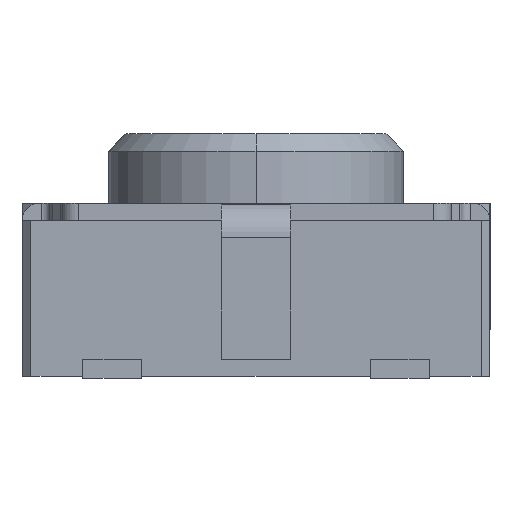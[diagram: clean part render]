
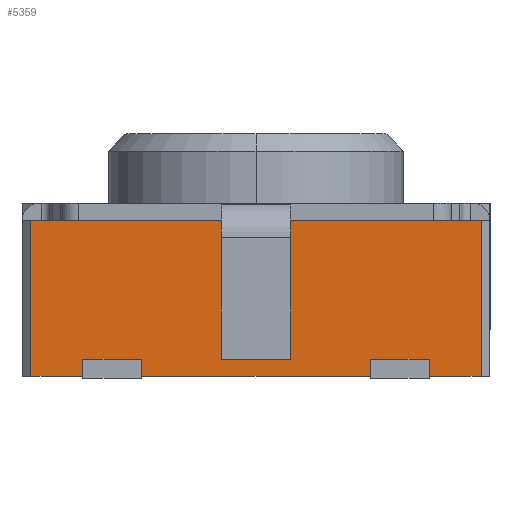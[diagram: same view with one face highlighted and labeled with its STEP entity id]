
A CAD part, left-side view. The second image highlights one B-rep face of the part: STEP entity #5359.
In plain terms, the highlighted planar face has unit normal (-1, 0, 0).
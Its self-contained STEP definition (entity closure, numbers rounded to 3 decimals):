
#15 = LINE ( 'NONE', #1393, #3158 ) ;
#51 = VERTEX_POINT ( 'NONE', #4434 ) ;
#135 = VECTOR ( 'NONE', #5504, 1000. ) ;
#156 = VECTOR ( 'NONE', #5824, 1000. ) ;
#162 = CARTESIAN_POINT ( 'NONE',  ( -1.5, 1.126, 0.9 ) ) ;
#163 = FACE_OUTER_BOUND ( 'NONE', #434, .T. ) ;
#165 = VERTEX_POINT ( 'NONE', #5902 ) ;
#266 = LINE ( 'NONE', #3442, #2383 ) ;
#315 = LINE ( 'NONE', #2134, #5370 ) ;
#340 = CARTESIAN_POINT ( 'NONE',  ( -1.5, -1.299, 0.9 ) ) ;
#352 = VERTEX_POINT ( 'NONE', #4731 ) ;
#380 = AXIS2_PLACEMENT_3D ( 'NONE', #4877, #3921, #3398 ) ;
#405 = ORIENTED_EDGE ( 'NONE', *, *, #2350, .T. ) ;
#434 = EDGE_LOOP ( 'NONE', ( #1639, #1163, #4777, #4720, #2063, #405, #5498, #2490, #909, #5828, #2288, #4204, #844, #1276, #5173, #5129, #3012, #4560 ) ) ;
#454 = CARTESIAN_POINT ( 'NONE',  ( -1.5, 1.299, 0. ) ) ;
#491 = EDGE_CURVE ( 'NONE', #51, #4839, #5456, .T. ) ;
#508 = LINE ( 'NONE', #3612, #2013 ) ;
#558 = LINE ( 'NONE', #1942, #2781 ) ;
#584 = VERTEX_POINT ( 'NONE', #5547 ) ;
#676 = DIRECTION ( 'NONE',  ( 0., -1., 0. ) ) ;
#736 = CARTESIAN_POINT ( 'NONE',  ( -1.5, -1.126, 0.9 ) ) ;
#746 = VECTOR ( 'NONE', #4128, 1000. ) ;
#756 = VERTEX_POINT ( 'NONE', #4243 ) ;
#825 = EDGE_CURVE ( 'NONE', #1412, #584, #3843, .T. ) ;
#844 = ORIENTED_EDGE ( 'NONE', *, *, #5436, .T. ) ;
#854 = EDGE_CURVE ( 'NONE', #2841, #1323, #4752, .T. ) ;
#894 = LINE ( 'NONE', #4436, #156 ) ;
#909 = ORIENTED_EDGE ( 'NONE', *, *, #1699, .T. ) ;
#935 = DIRECTION ( 'NONE',  ( 0., -1., 0. ) ) ;
#1042 = VECTOR ( 'NONE', #3858, 1000. ) ;
#1110 = DIRECTION ( 'NONE',  ( 0., -1., 0. ) ) ;
#1128 = EDGE_CURVE ( 'NONE', #756, #5789, #3047, .T. ) ;
#1163 = ORIENTED_EDGE ( 'NONE', *, *, #4378, .F. ) ;
#1170 = DIRECTION ( 'NONE',  ( 0., 0., 1. ) ) ;
#1195 = DIRECTION ( 'NONE',  ( 0., -1., 0. ) ) ;
#1276 = ORIENTED_EDGE ( 'NONE', *, *, #5760, .F. ) ;
#1287 = CARTESIAN_POINT ( 'NONE',  ( -1.5, -1.299, 0.9 ) ) ;
#1292 = CARTESIAN_POINT ( 'NONE',  ( -1.5, -1., 0. ) ) ;
#1323 = VERTEX_POINT ( 'NONE', #3735 ) ;
#1344 = EDGE_CURVE ( 'NONE', #5701, #3894, #5709, .T. ) ;
#1393 = CARTESIAN_POINT ( 'NONE',  ( -1.5, 1.35, 0. ) ) ;
#1412 = VERTEX_POINT ( 'NONE', #2634 ) ;
#1435 = VECTOR ( 'NONE', #1739, 1000. ) ;
#1475 = VECTOR ( 'NONE', #4112, 1000. ) ;
#1501 = CARTESIAN_POINT ( 'NONE',  ( -1.5, -0.66, 0.1 ) ) ;
#1593 = VERTEX_POINT ( 'NONE', #5137 ) ;
#1639 = ORIENTED_EDGE ( 'NONE', *, *, #2149, .F. ) ;
#1645 = CARTESIAN_POINT ( 'NONE',  ( -1.5, 0.2, 1. ) ) ;
#1699 = EDGE_CURVE ( 'NONE', #1323, #2195, #3361, .T. ) ;
#1739 = DIRECTION ( 'NONE',  ( 0., 0., 1. ) ) ;
#1760 = CARTESIAN_POINT ( 'NONE',  ( -1.5, 1.35, 0.1 ) ) ;
#1819 = VERTEX_POINT ( 'NONE', #340 ) ;
#1855 = CARTESIAN_POINT ( 'NONE',  ( -1.5, -0.2, 1. ) ) ;
#1942 = CARTESIAN_POINT ( 'NONE',  ( -1.5, 1.126, 0.9 ) ) ;
#1973 = PLANE ( 'NONE',  #380 ) ;
#2013 = VECTOR ( 'NONE', #4061, 1000. ) ;
#2028 = CARTESIAN_POINT ( 'NONE',  ( -1.5, -0.66, 1. ) ) ;
#2054 = LINE ( 'NONE', #5291, #3622 ) ;
#2063 = ORIENTED_EDGE ( 'NONE', *, *, #1128, .T. ) ;
#2065 = EDGE_CURVE ( 'NONE', #165, #2841, #894, .T. ) ;
#2134 = CARTESIAN_POINT ( 'NONE',  ( -1.5, 1.35, 0.1 ) ) ;
#2149 = EDGE_CURVE ( 'NONE', #1593, #584, #558, .T. ) ;
#2195 = VERTEX_POINT ( 'NONE', #1501 ) ;
#2200 = EDGE_CURVE ( 'NONE', #352, #4230, #2322, .T. ) ;
#2288 = ORIENTED_EDGE ( 'NONE', *, *, #1344, .T. ) ;
#2293 = LINE ( 'NONE', #1287, #1435 ) ;
#2314 = LINE ( 'NONE', #3152, #1475 ) ;
#2322 = LINE ( 'NONE', #1855, #135 ) ;
#2350 = EDGE_CURVE ( 'NONE', #5789, #165, #4431, .T. ) ;
#2362 = VECTOR ( 'NONE', #5272, 1000. ) ;
#2383 = VECTOR ( 'NONE', #1110, 1000. ) ;
#2410 = VECTOR ( 'NONE', #4953, 1000. ) ;
#2489 = EDGE_CURVE ( 'NONE', #352, #5661, #2314, .T. ) ;
#2490 = ORIENTED_EDGE ( 'NONE', *, *, #854, .T. ) ;
#2535 = VECTOR ( 'NONE', #3551, 1000. ) ;
#2575 = CARTESIAN_POINT ( 'NONE',  ( -1.5, 1.35, 0. ) ) ;
#2627 = CARTESIAN_POINT ( 'NONE',  ( -1.5, 1., 0.1 ) ) ;
#2634 = CARTESIAN_POINT ( 'NONE',  ( -1.5, 0.2, 0.1 ) ) ;
#2781 = VECTOR ( 'NONE', #2820, 1000. ) ;
#2820 = DIRECTION ( 'NONE',  ( 0., -1., 0. ) ) ;
#2841 = VERTEX_POINT ( 'NONE', #2937 ) ;
#2871 = VERTEX_POINT ( 'NONE', #4035 ) ;
#2907 = CARTESIAN_POINT ( 'NONE',  ( -1.5, -1., 0.1 ) ) ;
#2937 = CARTESIAN_POINT ( 'NONE',  ( -1.5, 0.66, 0. ) ) ;
#2945 = DIRECTION ( 'NONE',  ( 0., 0., 1. ) ) ;
#3012 = ORIENTED_EDGE ( 'NONE', *, *, #5717, .F. ) ;
#3047 = LINE ( 'NONE', #4878, #2535 ) ;
#3121 = CARTESIAN_POINT ( 'NONE',  ( -1.5, 1.299, 0. ) ) ;
#3152 = CARTESIAN_POINT ( 'NONE',  ( -1.5, 1.126, 0.9 ) ) ;
#3158 = VECTOR ( 'NONE', #935, 1000. ) ;
#3361 = LINE ( 'NONE', #2028, #3960 ) ;
#3398 = DIRECTION ( 'NONE',  ( 0., 1., 0. ) ) ;
#3442 = CARTESIAN_POINT ( 'NONE',  ( -1.5, 1.35, 0.1 ) ) ;
#3551 = DIRECTION ( 'NONE',  ( 0., 0., 1. ) ) ;
#3560 = EDGE_CURVE ( 'NONE', #4839, #756, #15, .T. ) ;
#3612 = CARTESIAN_POINT ( 'NONE',  ( -1.5, 1.35, 0. ) ) ;
#3622 = VECTOR ( 'NONE', #1195, 1000. ) ;
#3735 = CARTESIAN_POINT ( 'NONE',  ( -1.5, -0.66, 0. ) ) ;
#3843 = LINE ( 'NONE', #1645, #5004 ) ;
#3858 = DIRECTION ( 'NONE',  ( 0., -1., 0. ) ) ;
#3884 = CARTESIAN_POINT ( 'NONE',  ( -1.5, -1., 1. ) ) ;
#3894 = VERTEX_POINT ( 'NONE', #1292 ) ;
#3905 = EDGE_CURVE ( 'NONE', #2195, #5701, #315, .T. ) ;
#3921 = DIRECTION ( 'NONE',  ( 1., 0., 0. ) ) ;
#3939 = EDGE_CURVE ( 'NONE', #3894, #2871, #508, .T. ) ;
#3960 = VECTOR ( 'NONE', #2945, 1000. ) ;
#4035 = CARTESIAN_POINT ( 'NONE',  ( -1.5, -1.299, 0. ) ) ;
#4061 = DIRECTION ( 'NONE',  ( 0., -1., 0. ) ) ;
#4112 = DIRECTION ( 'NONE',  ( 0., -1., 0. ) ) ;
#4128 = DIRECTION ( 'NONE',  ( 0., 0., -1. ) ) ;
#4204 = ORIENTED_EDGE ( 'NONE', *, *, #3939, .T. ) ;
#4230 = VERTEX_POINT ( 'NONE', #4452 ) ;
#4243 = CARTESIAN_POINT ( 'NONE',  ( -1.5, 1., 0. ) ) ;
#4259 = LINE ( 'NONE', #162, #1042 ) ;
#4378 = EDGE_CURVE ( 'NONE', #51, #1593, #4259, .T. ) ;
#4431 = LINE ( 'NONE', #1760, #2410 ) ;
#4434 = CARTESIAN_POINT ( 'NONE',  ( -1.5, 1.299, 0.9 ) ) ;
#4436 = CARTESIAN_POINT ( 'NONE',  ( -1.5, 0.66, 1. ) ) ;
#4452 = CARTESIAN_POINT ( 'NONE',  ( -1.5, -0.2, 0.1 ) ) ;
#4466 = DIRECTION ( 'NONE',  ( 0., -1., 0. ) ) ;
#4528 = VECTOR ( 'NONE', #676, 1000. ) ;
#4560 = ORIENTED_EDGE ( 'NONE', *, *, #825, .T. ) ;
#4720 = ORIENTED_EDGE ( 'NONE', *, *, #3560, .T. ) ;
#4731 = CARTESIAN_POINT ( 'NONE',  ( -1.5, -0.2, 0.9 ) ) ;
#4752 = LINE ( 'NONE', #2575, #4528 ) ;
#4777 = ORIENTED_EDGE ( 'NONE', *, *, #491, .T. ) ;
#4839 = VERTEX_POINT ( 'NONE', #3121 ) ;
#4877 = CARTESIAN_POINT ( 'NONE',  ( -1.5, 1.35, 1. ) ) ;
#4878 = CARTESIAN_POINT ( 'NONE',  ( -1.5, 1., 1. ) ) ;
#4953 = DIRECTION ( 'NONE',  ( 0., -1., 0. ) ) ;
#5004 = VECTOR ( 'NONE', #1170, 1000. ) ;
#5129 = ORIENTED_EDGE ( 'NONE', *, *, #2200, .T. ) ;
#5137 = CARTESIAN_POINT ( 'NONE',  ( -1.5, 1.126, 0.9 ) ) ;
#5173 = ORIENTED_EDGE ( 'NONE', *, *, #2489, .F. ) ;
#5272 = DIRECTION ( 'NONE',  ( 0., 0., -1. ) ) ;
#5291 = CARTESIAN_POINT ( 'NONE',  ( -1.5, -1.126, 0.9 ) ) ;
#5359 = ADVANCED_FACE ( 'NONE', ( #163 ), #1973, .F. ) ;
#5370 = VECTOR ( 'NONE', #4466, 1000. ) ;
#5436 = EDGE_CURVE ( 'NONE', #2871, #1819, #2293, .T. ) ;
#5456 = LINE ( 'NONE', #454, #746 ) ;
#5498 = ORIENTED_EDGE ( 'NONE', *, *, #2065, .T. ) ;
#5504 = DIRECTION ( 'NONE',  ( 0., 0., -1. ) ) ;
#5547 = CARTESIAN_POINT ( 'NONE',  ( -1.5, 0.2, 0.9 ) ) ;
#5661 = VERTEX_POINT ( 'NONE', #736 ) ;
#5701 = VERTEX_POINT ( 'NONE', #2907 ) ;
#5709 = LINE ( 'NONE', #3884, #2362 ) ;
#5717 = EDGE_CURVE ( 'NONE', #1412, #4230, #266, .T. ) ;
#5760 = EDGE_CURVE ( 'NONE', #5661, #1819, #2054, .T. ) ;
#5789 = VERTEX_POINT ( 'NONE', #2627 ) ;
#5824 = DIRECTION ( 'NONE',  ( 0., 0., -1. ) ) ;
#5828 = ORIENTED_EDGE ( 'NONE', *, *, #3905, .T. ) ;
#5902 = CARTESIAN_POINT ( 'NONE',  ( -1.5, 0.66, 0.1 ) ) ;
